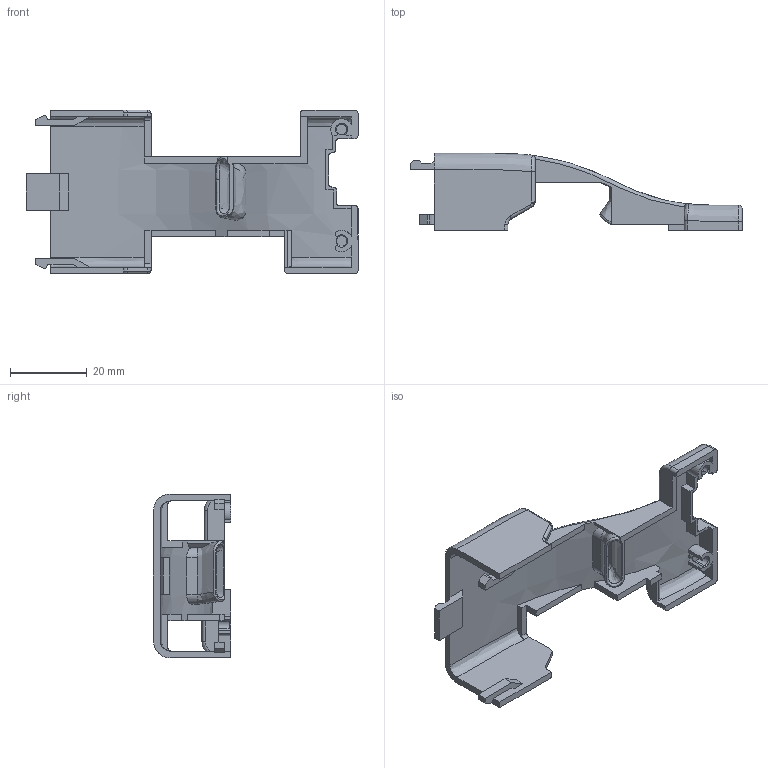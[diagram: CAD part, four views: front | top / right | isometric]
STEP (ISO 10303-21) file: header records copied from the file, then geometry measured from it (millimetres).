
FILE_DESCRIPTION (( 'STEP AP203' ), '1' );
FILE_NAME ('0003610_OPENTACT_DOUBLESTACK_TOP CASE_REV-B.STEP', '2019-04-05T19:43:14', ( '' ), ( '' ), 'SwSTEP 2.0', 'SolidWorks 2018', '' );
FILE_SCHEMA (( 'CONFIG_CONTROL_DESIGN' ));
Length unit declared in the file: inch
Products named in the file (1): 0003610_OPENTACT_DOUBLESTACK_TOP CASE_REV-B
Bounding box: 86.39 x 20.07 x 42.65 mm (x, y, z)
Volume: 7721.2 mm3; surface area: 9719.5 mm2
Topology: 1 solids, 1 shells, 220 faces, 596 edges, 373 vertices
Faces by surface type: plane 116, cylinder 52, bspline 40, torus 8, cone 4
Entity records: 15187 total; most frequent: CARTESIAN_POINT 9949, ORIENTED_EDGE 1180, DIRECTION 929, EDGE_CURVE 590, VERTEX_POINT 373, LINE 351, VECTOR 351, AXIS2_PLACEMENT_3D 289
